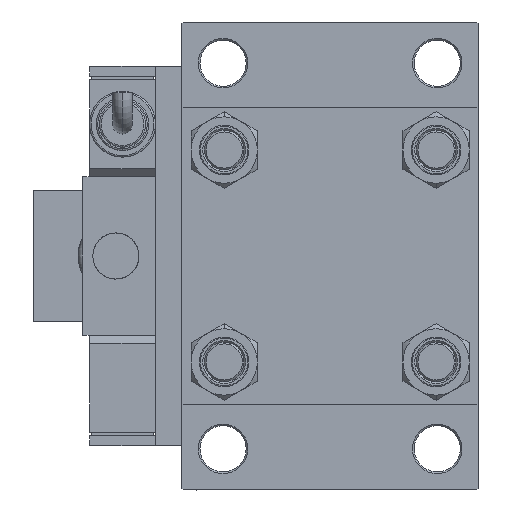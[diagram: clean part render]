
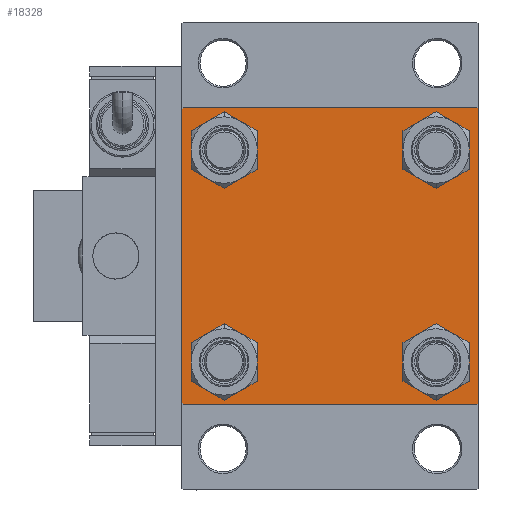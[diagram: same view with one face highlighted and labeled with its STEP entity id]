
A CAD part, left-side view. The second image highlights one B-rep face of the part: STEP entity #18328.
In plain terms, the highlighted planar face has unit normal (-1, 0, 0).
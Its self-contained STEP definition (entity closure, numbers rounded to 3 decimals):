
#1769 = DIRECTION ( 'NONE',  ( 0., 0., 1. ) ) ;
#1780 = DIRECTION ( 'NONE',  ( 0., 0., 1. ) ) ;
#1819 = DIRECTION ( 'NONE',  ( 0., -0.707, 0.707 ) ) ;
#2046 = DIRECTION ( 'NONE',  ( 1., 0., 0. ) ) ;
#2047 = ORIENTED_EDGE ( 'NONE', *, *, #21565, .T. ) ;
#2116 = EDGE_LOOP ( 'NONE', ( #54634, #14688, #11343, #2047, #16178, #49663, #47923, #20001 ) ) ;
#2230 = AXIS2_PLACEMENT_3D ( 'NONE', #38846, #38574, #17220 ) ;
#2264 = LINE ( 'NONE', #27520, #29592 ) ;
#2787 = CARTESIAN_POINT ( 'NONE',  ( 0., -45., 45. ) ) ;
#3664 = CIRCLE ( 'NONE', #17839, 6.5 ) ;
#4188 = FACE_BOUND ( 'NONE', #7188, .T. ) ;
#4214 = VERTEX_POINT ( 'NONE', #35414 ) ;
#4331 = CARTESIAN_POINT ( 'NONE',  ( 0., -32.15, -38.65 ) ) ;
#5669 = EDGE_LOOP ( 'NONE', ( #12292, #8035 ) ) ;
#6183 = ORIENTED_EDGE ( 'NONE', *, *, #33598, .T. ) ;
#6479 = CARTESIAN_POINT ( 'NONE',  ( 0., 32.15, 32.15 ) ) ;
#6612 = CARTESIAN_POINT ( 'NONE',  ( 0., 32.15, 25.65 ) ) ;
#7188 = EDGE_LOOP ( 'NONE', ( #21073, #29898 ) ) ;
#7297 = CARTESIAN_POINT ( 'NONE',  ( 0., 32.15, 32.15 ) ) ;
#8035 = ORIENTED_EDGE ( 'NONE', *, *, #34863, .T. ) ;
#9343 = AXIS2_PLACEMENT_3D ( 'NONE', #18588, #43263, #47720 ) ;
#9386 = CARTESIAN_POINT ( 'NONE',  ( 0., -32.15, -32.15 ) ) ;
#9494 = CARTESIAN_POINT ( 'NONE',  ( 0., -32.15, 32.15 ) ) ;
#9597 = CARTESIAN_POINT ( 'NONE',  ( 0., 44.5, -45. ) ) ;
#9874 = DIRECTION ( 'NONE',  ( 0., 0., 1. ) ) ;
#10238 = ORIENTED_EDGE ( 'NONE', *, *, #24423, .T. ) ;
#10367 = VERTEX_POINT ( 'NONE', #9597 ) ;
#10750 = EDGE_CURVE ( 'NONE', #21475, #20946, #12792, .T. ) ;
#11146 = CIRCLE ( 'NONE', #9343, 6.5 ) ;
#11212 = VECTOR ( 'NONE', #47661, 1000. ) ;
#11343 = ORIENTED_EDGE ( 'NONE', *, *, #50743, .T. ) ;
#11376 = VECTOR ( 'NONE', #15550, 1000. ) ;
#12146 = AXIS2_PLACEMENT_3D ( 'NONE', #7297, #46395, #29219 ) ;
#12292 = ORIENTED_EDGE ( 'NONE', *, *, #14572, .T. ) ;
#12489 = VERTEX_POINT ( 'NONE', #52636 ) ;
#12792 = CIRCLE ( 'NONE', #45587, 6.5 ) ;
#12949 = EDGE_CURVE ( 'NONE', #19724, #30848, #11146, .T. ) ;
#14572 = EDGE_CURVE ( 'NONE', #34643, #39173, #43958, .T. ) ;
#14688 = ORIENTED_EDGE ( 'NONE', *, *, #31662, .T. ) ;
#15550 = DIRECTION ( 'NONE',  ( 0., 0., -1. ) ) ;
#15685 = EDGE_CURVE ( 'NONE', #54448, #22376, #2264, .T. ) ;
#15693 = VERTEX_POINT ( 'NONE', #40548 ) ;
#15957 = CARTESIAN_POINT ( 'NONE',  ( 0., -32.15, 32.15 ) ) ;
#16094 = DIRECTION ( 'NONE',  ( 0., 0., -1. ) ) ;
#16178 = ORIENTED_EDGE ( 'NONE', *, *, #25268, .F. ) ;
#16527 = AXIS2_PLACEMENT_3D ( 'NONE', #27305, #2046, #1769 ) ;
#16670 = AXIS2_PLACEMENT_3D ( 'NONE', #9386, #26313, #30208 ) ;
#17220 = DIRECTION ( 'NONE',  ( 0., 0., 1. ) ) ;
#17579 = CARTESIAN_POINT ( 'NONE',  ( 0., -44.5, 45. ) ) ;
#17799 = CIRCLE ( 'NONE', #20466, 6.5 ) ;
#17839 = AXIS2_PLACEMENT_3D ( 'NONE', #43698, #39275, #9874 ) ;
#18328 = ADVANCED_FACE ( 'NONE', ( #33872, #29720, #38029, #4188, #38299 ), #20843, .T. ) ;
#18355 = CARTESIAN_POINT ( 'NONE',  ( 0., 32.15, 38.65 ) ) ;
#18407 = CIRCLE ( 'NONE', #16670, 6.5 ) ;
#18588 = CARTESIAN_POINT ( 'NONE',  ( 0., -32.15, -32.15 ) ) ;
#19480 = VECTOR ( 'NONE', #28143, 1000. ) ;
#19724 = VERTEX_POINT ( 'NONE', #4331 ) ;
#20001 = ORIENTED_EDGE ( 'NONE', *, *, #15685, .T. ) ;
#20466 = AXIS2_PLACEMENT_3D ( 'NONE', #9494, #30863, #27254 ) ;
#20843 = PLANE ( 'NONE',  #2230 ) ;
#20946 = VERTEX_POINT ( 'NONE', #49652 ) ;
#21073 = ORIENTED_EDGE ( 'NONE', *, *, #53389, .T. ) ;
#21475 = VERTEX_POINT ( 'NONE', #25153 ) ;
#21565 = EDGE_CURVE ( 'NONE', #33602, #4214, #39822, .T. ) ;
#22376 = VERTEX_POINT ( 'NONE', #37295 ) ;
#23259 = CARTESIAN_POINT ( 'NONE',  ( 0., 32.15, -25.65 ) ) ;
#23882 = LINE ( 'NONE', #53554, #53031 ) ;
#23949 = EDGE_CURVE ( 'NONE', #15693, #27970, #36417, .T. ) ;
#24423 = EDGE_CURVE ( 'NONE', #30848, #19724, #18407, .T. ) ;
#25153 = CARTESIAN_POINT ( 'NONE',  ( 0., -32.15, 25.65 ) ) ;
#25268 = EDGE_CURVE ( 'NONE', #15693, #4214, #32746, .T. ) ;
#25387 = EDGE_CURVE ( 'NONE', #22376, #12489, #23882, .T. ) ;
#26308 = LINE ( 'NONE', #48218, #11212 ) ;
#26313 = DIRECTION ( 'NONE',  ( 1., 0., 0. ) ) ;
#27254 = DIRECTION ( 'NONE',  ( 0., 0., 1. ) ) ;
#27305 = CARTESIAN_POINT ( 'NONE',  ( 0., 32.15, -32.15 ) ) ;
#27520 = CARTESIAN_POINT ( 'NONE',  ( 0., 44.75, 44.75 ) ) ;
#27970 = VERTEX_POINT ( 'NONE', #17579 ) ;
#28143 = DIRECTION ( 'NONE',  ( 0., -1., 0. ) ) ;
#28986 = CIRCLE ( 'NONE', #12146, 6.5 ) ;
#29219 = DIRECTION ( 'NONE',  ( 0., 0., 1. ) ) ;
#29227 = CARTESIAN_POINT ( 'NONE',  ( 0., 45., 45. ) ) ;
#29592 = VECTOR ( 'NONE', #35826, 1000. ) ;
#29720 = FACE_BOUND ( 'NONE', #34070, .T. ) ;
#29847 = EDGE_LOOP ( 'NONE', ( #6183, #45780 ) ) ;
#29894 = CIRCLE ( 'NONE', #42266, 6.5 ) ;
#29898 = ORIENTED_EDGE ( 'NONE', *, *, #53456, .T. ) ;
#30208 = DIRECTION ( 'NONE',  ( 0., 0., 1. ) ) ;
#30539 = EDGE_CURVE ( 'NONE', #54448, #27970, #41149, .T. ) ;
#30830 = LINE ( 'NONE', #34442, #51389 ) ;
#30848 = VERTEX_POINT ( 'NONE', #31123 ) ;
#30863 = DIRECTION ( 'NONE',  ( 1., 0., 0. ) ) ;
#31123 = CARTESIAN_POINT ( 'NONE',  ( 0., -32.15, -25.65 ) ) ;
#31618 = VECTOR ( 'NONE', #1819, 1000. ) ;
#31662 = EDGE_CURVE ( 'NONE', #12489, #10367, #30830, .T. ) ;
#32746 = LINE ( 'NONE', #2787, #11376 ) ;
#33598 = EDGE_CURVE ( 'NONE', #20946, #21475, #17799, .T. ) ;
#33602 = VERTEX_POINT ( 'NONE', #35290 ) ;
#33872 = FACE_BOUND ( 'NONE', #29847, .T. ) ;
#34070 = EDGE_LOOP ( 'NONE', ( #10238, #46078 ) ) ;
#34442 = CARTESIAN_POINT ( 'NONE',  ( 0., 44.75, -44.75 ) ) ;
#34643 = VERTEX_POINT ( 'NONE', #23259 ) ;
#34863 = EDGE_CURVE ( 'NONE', #39173, #34643, #3664, .T. ) ;
#35290 = CARTESIAN_POINT ( 'NONE',  ( 0., -44.5, -45. ) ) ;
#35414 = CARTESIAN_POINT ( 'NONE',  ( 0., -45., -44.5 ) ) ;
#35657 = VERTEX_POINT ( 'NONE', #6612 ) ;
#35826 = DIRECTION ( 'NONE',  ( 0., 0.707, -0.707 ) ) ;
#35917 = CARTESIAN_POINT ( 'NONE',  ( 0., 32.15, -38.65 ) ) ;
#36117 = CARTESIAN_POINT ( 'NONE',  ( 0., 44.5, 45. ) ) ;
#36172 = DIRECTION ( 'NONE',  ( 1., 0., 0. ) ) ;
#36417 = LINE ( 'NONE', #44730, #37886 ) ;
#37295 = CARTESIAN_POINT ( 'NONE',  ( 0., 45., 44.5 ) ) ;
#37300 = DIRECTION ( 'NONE',  ( 1., 0., 0. ) ) ;
#37304 = VERTEX_POINT ( 'NONE', #18355 ) ;
#37886 = VECTOR ( 'NONE', #49722, 1000. ) ;
#38029 = FACE_BOUND ( 'NONE', #5669, .T. ) ;
#38299 = FACE_OUTER_BOUND ( 'NONE', #2116, .T. ) ;
#38574 = DIRECTION ( 'NONE',  ( -1., 0., 0. ) ) ;
#38846 = CARTESIAN_POINT ( 'NONE',  ( 0., 0., 0. ) ) ;
#39173 = VERTEX_POINT ( 'NONE', #35917 ) ;
#39275 = DIRECTION ( 'NONE',  ( 1., 0., 0. ) ) ;
#39822 = LINE ( 'NONE', #44254, #31618 ) ;
#40548 = CARTESIAN_POINT ( 'NONE',  ( 0., -45., 44.5 ) ) ;
#41149 = LINE ( 'NONE', #29227, #19480 ) ;
#42266 = AXIS2_PLACEMENT_3D ( 'NONE', #6479, #36172, #1780 ) ;
#43263 = DIRECTION ( 'NONE',  ( 1., 0., 0. ) ) ;
#43698 = CARTESIAN_POINT ( 'NONE',  ( 0., 32.15, -32.15 ) ) ;
#43958 = CIRCLE ( 'NONE', #16527, 6.5 ) ;
#44254 = CARTESIAN_POINT ( 'NONE',  ( 0., -44.75, -44.75 ) ) ;
#44730 = CARTESIAN_POINT ( 'NONE',  ( 0., -44.75, 44.75 ) ) ;
#45094 = DIRECTION ( 'NONE',  ( 0., 0., 1. ) ) ;
#45587 = AXIS2_PLACEMENT_3D ( 'NONE', #15957, #37300, #45094 ) ;
#45780 = ORIENTED_EDGE ( 'NONE', *, *, #10750, .T. ) ;
#46078 = ORIENTED_EDGE ( 'NONE', *, *, #12949, .T. ) ;
#46395 = DIRECTION ( 'NONE',  ( 1., 0., 0. ) ) ;
#47661 = DIRECTION ( 'NONE',  ( 0., -1., 0. ) ) ;
#47720 = DIRECTION ( 'NONE',  ( 0., 0., 1. ) ) ;
#47923 = ORIENTED_EDGE ( 'NONE', *, *, #30539, .F. ) ;
#48218 = CARTESIAN_POINT ( 'NONE',  ( 0., 45., -45. ) ) ;
#49652 = CARTESIAN_POINT ( 'NONE',  ( 0., -32.15, 38.65 ) ) ;
#49663 = ORIENTED_EDGE ( 'NONE', *, *, #23949, .T. ) ;
#49722 = DIRECTION ( 'NONE',  ( 0., 0.707, 0.707 ) ) ;
#50743 = EDGE_CURVE ( 'NONE', #10367, #33602, #26308, .T. ) ;
#51099 = DIRECTION ( 'NONE',  ( 0., -0.707, -0.707 ) ) ;
#51389 = VECTOR ( 'NONE', #51099, 1000. ) ;
#52636 = CARTESIAN_POINT ( 'NONE',  ( 0., 45., -44.5 ) ) ;
#53031 = VECTOR ( 'NONE', #16094, 1000. ) ;
#53389 = EDGE_CURVE ( 'NONE', #37304, #35657, #29894, .T. ) ;
#53456 = EDGE_CURVE ( 'NONE', #35657, #37304, #28986, .T. ) ;
#53554 = CARTESIAN_POINT ( 'NONE',  ( 0., 45., 45. ) ) ;
#54448 = VERTEX_POINT ( 'NONE', #36117 ) ;
#54634 = ORIENTED_EDGE ( 'NONE', *, *, #25387, .T. ) ;
